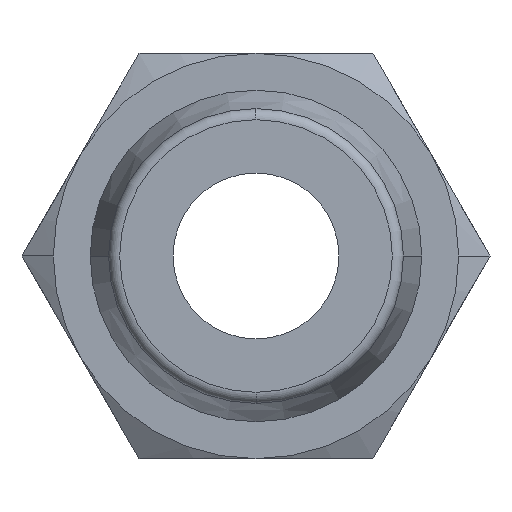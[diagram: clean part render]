
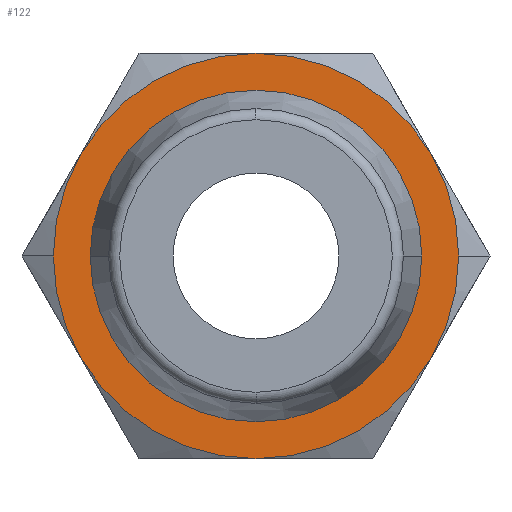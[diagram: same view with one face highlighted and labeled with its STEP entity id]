
A CAD part, front view. The second image highlights one B-rep face of the part: STEP entity #122.
In plain terms, the highlighted planar face has unit normal (0, -1, 0).
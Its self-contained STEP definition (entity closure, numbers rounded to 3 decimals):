
#122=ADVANCED_FACE('',(#252,#253),#254,.T.);
#252=FACE_OUTER_BOUND('',#389,.T.);
#253=FACE_BOUND('',#390,.T.);
#254=PLANE('',#391);
#389=EDGE_LOOP('',(#660,#661,#662,#663,#664,#665,#666,#667));
#390=EDGE_LOOP('',(#668,#669));
#391=AXIS2_PLACEMENT_3D('',#670,#671,#672);
#660=ORIENTED_EDGE('',*,*,#886,.T.);
#661=ORIENTED_EDGE('',*,*,#894,.T.);
#662=ORIENTED_EDGE('',*,*,#819,.T.);
#663=ORIENTED_EDGE('',*,*,#895,.T.);
#664=ORIENTED_EDGE('',*,*,#892,.T.);
#665=ORIENTED_EDGE('',*,*,#833,.T.);
#666=ORIENTED_EDGE('',*,*,#880,.T.);
#667=ORIENTED_EDGE('',*,*,#866,.T.);
#668=ORIENTED_EDGE('',*,*,#896,.F.);
#669=ORIENTED_EDGE('',*,*,#836,.F.);
#670=CARTESIAN_POINT('',(-2.75,14.0,0.0));
#671=DIRECTION('',(0.,-1.0,0.0));
#672=DIRECTION('',(-1.0,0.,0.0));
#819=EDGE_CURVE('',#971,#974,#976,.T.);
#833=EDGE_CURVE('',#997,#978,#999,.T.);
#836=EDGE_CURVE('',#1002,#1004,#1005,.T.);
#866=EDGE_CURVE('',#941,#1043,#1045,.T.);
#880=EDGE_CURVE('',#978,#941,#1061,.T.);
#886=EDGE_CURVE('',#1043,#1066,#1068,.T.);
#892=EDGE_CURVE('',#1022,#997,#1075,.T.);
#894=EDGE_CURVE('',#1066,#971,#1077,.T.);
#895=EDGE_CURVE('',#974,#1022,#1078,.T.);
#896=EDGE_CURVE('',#1004,#1002,#1079,.T.);
#941=VERTEX_POINT('',#1131);
#971=VERTEX_POINT('',#1190);
#974=VERTEX_POINT('',#1204);
#976=CIRCLE('',#1217,5.5);
#978=VERTEX_POINT('',#1219);
#997=VERTEX_POINT('',#1264);
#999=CIRCLE('',#1267,5.5);
#1002=VERTEX_POINT('',#1270);
#1004=VERTEX_POINT('',#1273);
#1005=CIRCLE('',#1274,4.5);
#1022=VERTEX_POINT('',#1294);
#1043=VERTEX_POINT('',#1341);
#1045=CIRCLE('',#1354,5.5);
#1061=CIRCLE('',#1387,5.5);
#1066=VERTEX_POINT('',#1394);
#1068=CIRCLE('',#1397,5.5);
#1075=CIRCLE('',#1417,5.5);
#1077=CIRCLE('',#1419,5.5);
#1078=CIRCLE('',#1420,5.5);
#1079=CIRCLE('',#1421,4.5);
#1131=CARTESIAN_POINT('',(0.,14.0,5.5));
#1190=CARTESIAN_POINT('',(-4.763,14.0,-2.75));
#1204=CARTESIAN_POINT('',(0.,14.0,-5.5));
#1217=AXIS2_PLACEMENT_3D('',#1504,#1505,#1506);
#1219=CARTESIAN_POINT('',(4.763,14.0,2.75));
#1264=CARTESIAN_POINT('',(5.5,14.0,0.));
#1267=AXIS2_PLACEMENT_3D('',#1521,#1522,#1523);
#1270=CARTESIAN_POINT('',(4.5,14.0,0.));
#1273=CARTESIAN_POINT('',(-4.5,14.0,0.));
#1274=AXIS2_PLACEMENT_3D('',#1525,#1526,#1527);
#1294=CARTESIAN_POINT('',(4.763,14.0,-2.75));
#1341=CARTESIAN_POINT('',(-4.763,14.0,2.75));
#1354=AXIS2_PLACEMENT_3D('',#1568,#1569,#1570);
#1387=AXIS2_PLACEMENT_3D('',#1583,#1584,#1585);
#1394=CARTESIAN_POINT('',(-5.5,14.0,0.));
#1397=AXIS2_PLACEMENT_3D('',#1589,#1590,#1591);
#1417=AXIS2_PLACEMENT_3D('',#1594,#1595,#1596);
#1419=AXIS2_PLACEMENT_3D('',#1597,#1598,#1599);
#1420=AXIS2_PLACEMENT_3D('',#1600,#1601,#1602);
#1421=AXIS2_PLACEMENT_3D('',#1603,#1604,#1605);
#1504=CARTESIAN_POINT('',(0.,14.0,0.0));
#1505=DIRECTION('',(0.,-1.0,0.0));
#1506=DIRECTION('',(-1.0,0.,0.0));
#1521=CARTESIAN_POINT('',(0.,14.0,0.0));
#1522=DIRECTION('',(0.,-1.0,0.0));
#1523=DIRECTION('',(-1.0,0.,0.0));
#1525=CARTESIAN_POINT('',(0.0,14.0,0.0));
#1526=DIRECTION('',(0.,-1.0,0.0));
#1527=DIRECTION('',(1.0,0.,0.0));
#1568=CARTESIAN_POINT('',(0.,14.0,0.0));
#1569=DIRECTION('',(0.,-1.0,0.0));
#1570=DIRECTION('',(-1.0,0.,0.0));
#1583=CARTESIAN_POINT('',(0.,14.0,0.0));
#1584=DIRECTION('',(0.,-1.0,0.0));
#1585=DIRECTION('',(-1.0,0.,0.0));
#1589=CARTESIAN_POINT('',(0.,14.0,0.0));
#1590=DIRECTION('',(0.,-1.0,0.0));
#1591=DIRECTION('',(-1.0,0.,0.0));
#1594=CARTESIAN_POINT('',(0.,14.0,0.0));
#1595=DIRECTION('',(0.,-1.0,0.0));
#1596=DIRECTION('',(-1.0,0.,0.0));
#1597=CARTESIAN_POINT('',(0.,14.0,0.0));
#1598=DIRECTION('',(0.,-1.0,0.0));
#1599=DIRECTION('',(-1.0,0.,0.0));
#1600=CARTESIAN_POINT('',(0.,14.0,0.0));
#1601=DIRECTION('',(0.,-1.0,0.0));
#1602=DIRECTION('',(-1.0,0.,0.0));
#1603=CARTESIAN_POINT('',(0.0,14.0,0.0));
#1604=DIRECTION('',(0.,-1.0,0.0));
#1605=DIRECTION('',(1.0,0.,0.0));
